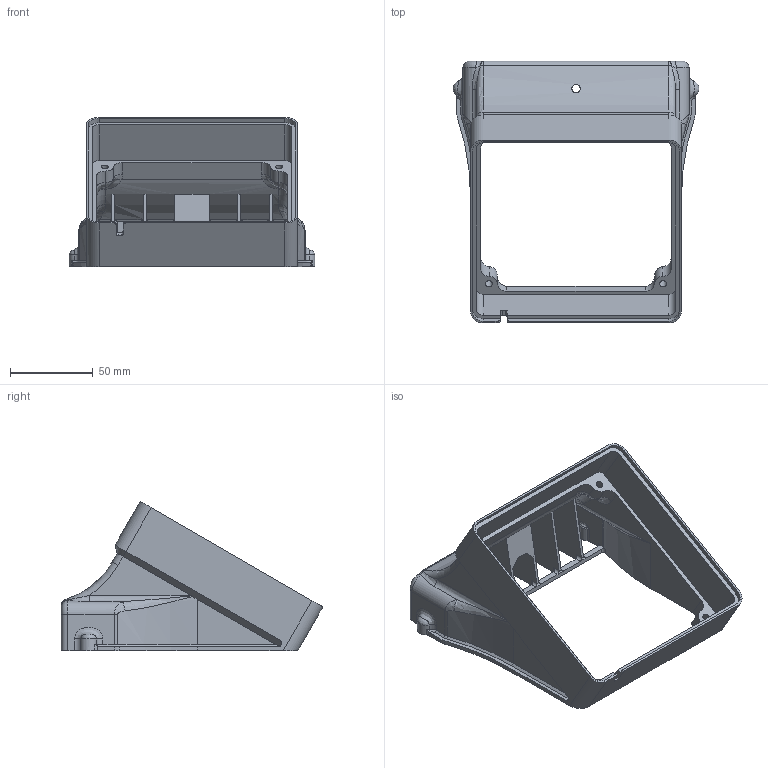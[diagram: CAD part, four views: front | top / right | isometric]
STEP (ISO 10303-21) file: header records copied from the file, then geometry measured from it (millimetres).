
FILE_DESCRIPTION(/* description */ (''),/* implementation_level */ '2;1');
FILE_NAME(/* name */ 'base.stp',/* time_stamp */ '2020-03-14T21:16:09+03:00',/* author */ ('Andrew'),/* organization */ (''),/* preprocessor_version */ 'ST-DEVELOPER v17',/* originating_system */ 'Autodesk Inventor 2018',/* authorisation */ '');
FILE_SCHEMA (('AUTOMOTIVE_DESIGN { 1 0 10303 214 3 1 1 }'));
Length unit declared in the file: millimetre
Products named in the file (1): Housing2
Bounding box: 148.2 x 157.92 x 89.93 mm (x, y, z)
Volume: 125753.7 mm3; surface area: 89108 mm2
Topology: 1 solids, 1 shells, 361 faces, 926 edges, 564 vertices
Faces by surface type: cylinder 135, plane 123, cone 47, bspline 40, torus 10, sphere 6
Full cylindrical faces by diameter (mm): 4.2 x6, 5 x1
Entity records: 12774 total; most frequent: CARTESIAN_POINT 4070, ORIENTED_EDGE 1848, DIRECTION 1786, EDGE_CURVE 924, AXIS2_PLACEMENT_3D 650, VERTEX_POINT 564, LINE 486, VECTOR 486
